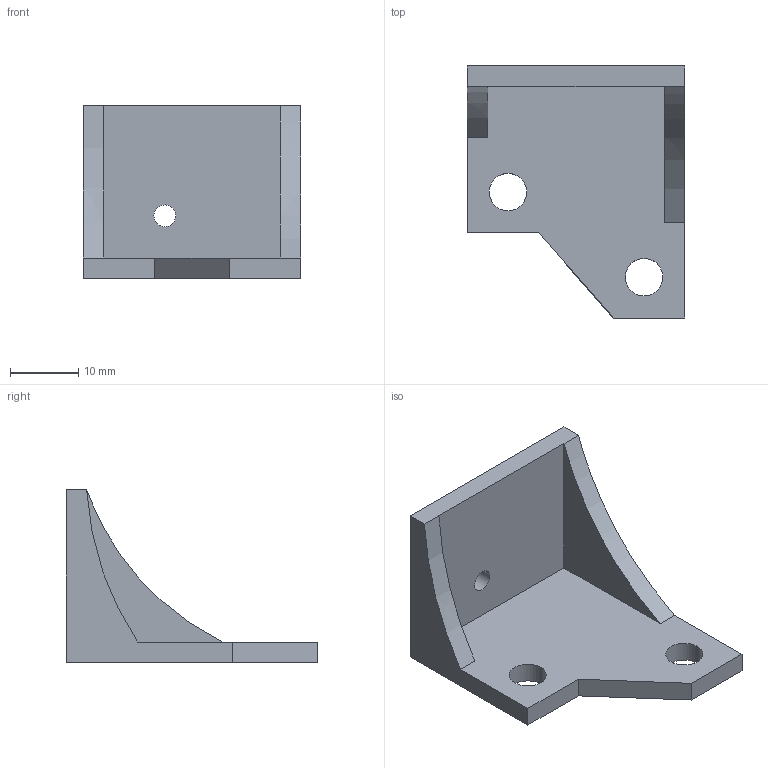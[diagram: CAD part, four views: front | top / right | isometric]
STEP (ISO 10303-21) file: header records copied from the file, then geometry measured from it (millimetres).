
FILE_DESCRIPTION(('CATIA V5 STEP Exchange'),'2;1');
FILE_NAME('Halter_Energie_Y.stp','2016-05-30T19:32:49+00:00',('none'),('none'),'CATIA Version 5 Release 17 (IN-10)','CATIA V5 STEP AP203','none');
FILE_SCHEMA(('CONFIG_CONTROL_DESIGN'));
Length unit declared in the file: millimetre
Products named in the file (1): Halter_Energie_Y
Bounding box: 32 x 37 x 25.4 mm (x, y, z)
Volume: 5608.4 mm3; surface area: 4347.7 mm2
Topology: 1 solids, 1 shells, 20 faces, 52 edges, 34 vertices
Faces by surface type: plane 12, cylinder 6, extrusion 2
Entity records: 679 total; most frequent: CARTESIAN_POINT 152, ORIENTED_EDGE 104, DIRECTION 80, EDGE_CURVE 52, VECTOR 38, LINE 36, VERTEX_POINT 34, AXIS2_PLACEMENT_3D 28
